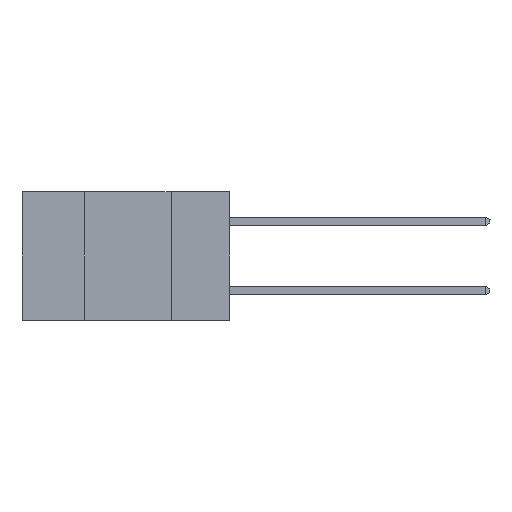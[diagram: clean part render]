
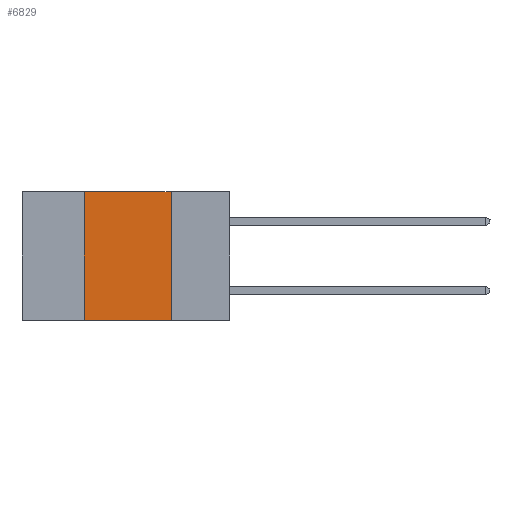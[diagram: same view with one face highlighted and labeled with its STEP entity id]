
A CAD part, left-side view. The second image highlights one B-rep face of the part: STEP entity #6829.
In plain terms, the highlighted planar face has unit normal (-1, 0, 0).
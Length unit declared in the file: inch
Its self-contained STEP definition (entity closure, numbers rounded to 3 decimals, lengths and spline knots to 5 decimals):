
#250 = LINE ( 'NONE', #9284, #5677 ) ;
#340 = ORIENTED_EDGE ( 'NONE', *, *, #5953, .F. ) ;
#919 = VERTEX_POINT ( 'NONE', #2246 ) ;
#1012 = DIRECTION ( 'NONE',  ( 0., -1., 0. ) ) ;
#1675 = EDGE_CURVE ( 'NONE', #2842, #5201, #10673, .T. ) ;
#1844 = DIRECTION ( 'NONE',  ( 0., 0., -1. ) ) ;
#1893 = CARTESIAN_POINT ( 'NONE',  ( 0., 0.42, -0.37 ) ) ;
#2246 = CARTESIAN_POINT ( 'NONE',  ( 0., 0.17, 0. ) ) ;
#2821 = CARTESIAN_POINT ( 'NONE',  ( 0., 0.17, -0.37 ) ) ;
#2842 = VERTEX_POINT ( 'NONE', #1893 ) ;
#2930 = VERTEX_POINT ( 'NONE', #9059 ) ;
#3772 = DIRECTION ( 'NONE',  ( 0., -1., 0. ) ) ;
#4349 = EDGE_CURVE ( 'NONE', #919, #5201, #6259, .T. ) ;
#4697 = ORIENTED_EDGE ( 'NONE', *, *, #9330, .F. ) ;
#5201 = VERTEX_POINT ( 'NONE', #5296 ) ;
#5296 = CARTESIAN_POINT ( 'NONE',  ( 0., 0.17, -0.37 ) ) ;
#5472 = VECTOR ( 'NONE', #6328, 39.37008 ) ;
#5677 = VECTOR ( 'NONE', #3772, 39.37008 ) ;
#5953 = EDGE_CURVE ( 'NONE', #2842, #2930, #10704, .T. ) ;
#6259 = LINE ( 'NONE', #2821, #7272 ) ;
#6328 = DIRECTION ( 'NONE',  ( 0., 0., 1. ) ) ;
#6829 = ADVANCED_FACE ( 'NONE', ( #9460 ), #7651, .F. ) ;
#6914 = DIRECTION ( 'NONE',  ( 1., 0., 0. ) ) ;
#7211 = CARTESIAN_POINT ( 'NONE',  ( 0., 0.6, -0.37 ) ) ;
#7272 = VECTOR ( 'NONE', #1844, 39.37008 ) ;
#7514 = AXIS2_PLACEMENT_3D ( 'NONE', #7767, #6914, #10207 ) ;
#7651 = PLANE ( 'NONE',  #7514 ) ;
#7767 = CARTESIAN_POINT ( 'NONE',  ( 0., 0.6, 0. ) ) ;
#7798 = ORIENTED_EDGE ( 'NONE', *, *, #1675, .T. ) ;
#8252 = VECTOR ( 'NONE', #1012, 39.37008 ) ;
#8263 = CARTESIAN_POINT ( 'NONE',  ( 0., 0.42, -0.37 ) ) ;
#8916 = ORIENTED_EDGE ( 'NONE', *, *, #4349, .F. ) ;
#9052 = EDGE_LOOP ( 'NONE', ( #8916, #4697, #340, #7798 ) ) ;
#9059 = CARTESIAN_POINT ( 'NONE',  ( 0., 0.42, 0. ) ) ;
#9284 = CARTESIAN_POINT ( 'NONE',  ( 0., 0.6, 0. ) ) ;
#9330 = EDGE_CURVE ( 'NONE', #2930, #919, #250, .T. ) ;
#9460 = FACE_OUTER_BOUND ( 'NONE', #9052, .T. ) ;
#10207 = DIRECTION ( 'NONE',  ( 0., 0., -1. ) ) ;
#10673 = LINE ( 'NONE', #7211, #8252 ) ;
#10704 = LINE ( 'NONE', #8263, #5472 ) ;
